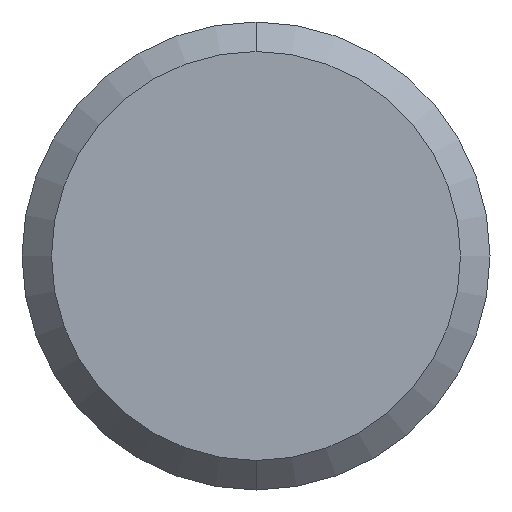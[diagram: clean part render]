
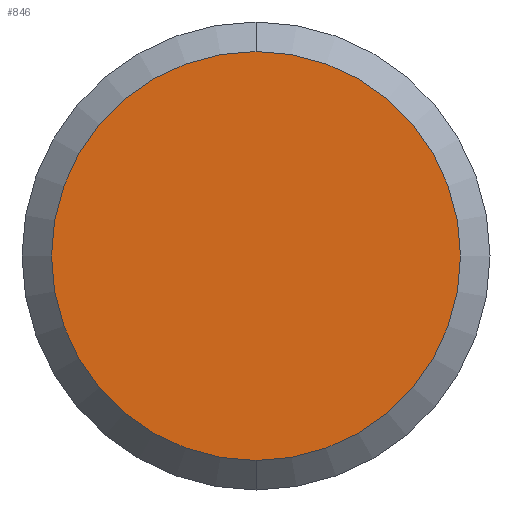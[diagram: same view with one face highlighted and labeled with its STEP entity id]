
A CAD part, front view. The second image highlights one B-rep face of the part: STEP entity #846.
In plain terms, the highlighted planar face has unit normal (0, -1, 0).
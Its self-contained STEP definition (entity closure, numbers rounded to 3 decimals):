
#97 = ORIENTED_EDGE ( 'NONE', *, *, #146, .T. ) ;
#139 = DIRECTION ( 'NONE',  ( 0., -1., 0. ) ) ;
#146 = EDGE_CURVE ( 'NONE', #432, #174, #562, .T. ) ;
#167 = DIRECTION ( 'NONE',  ( 0., 0., 1. ) ) ;
#174 = VERTEX_POINT ( 'NONE', #619 ) ;
#229 = CARTESIAN_POINT ( 'NONE',  ( 0., 0., 0. ) ) ;
#238 = AXIS2_PLACEMENT_3D ( 'NONE', #1034, #139, #381 ) ;
#264 = EDGE_CURVE ( 'NONE', #174, #432, #663, .T. ) ;
#274 = ORIENTED_EDGE ( 'NONE', *, *, #264, .T. ) ;
#381 = DIRECTION ( 'NONE',  ( 0., 0., 1. ) ) ;
#432 = VERTEX_POINT ( 'NONE', #824 ) ;
#544 = AXIS2_PLACEMENT_3D ( 'NONE', #229, #551, #873 ) ;
#551 = DIRECTION ( 'NONE',  ( 0., 1., 0. ) ) ;
#562 = CIRCLE ( 'NONE', #238, 13.875 ) ;
#619 = CARTESIAN_POINT ( 'NONE',  ( 0., 0., 13.875 ) ) ;
#663 = CIRCLE ( 'NONE', #934, 13.875 ) ;
#731 = DIRECTION ( 'NONE',  ( 0., -1., 0. ) ) ;
#797 = PLANE ( 'NONE',  #544 ) ;
#824 = CARTESIAN_POINT ( 'NONE',  ( 0., 0., -13.875 ) ) ;
#846 = ADVANCED_FACE ( 'NONE', ( #955 ), #797, .F. ) ;
#873 = DIRECTION ( 'NONE',  ( 0., 0., 1. ) ) ;
#923 = CARTESIAN_POINT ( 'NONE',  ( 0., 0., 0. ) ) ;
#934 = AXIS2_PLACEMENT_3D ( 'NONE', #923, #731, #167 ) ;
#955 = FACE_OUTER_BOUND ( 'NONE', #1000, .T. ) ;
#1000 = EDGE_LOOP ( 'NONE', ( #274, #97 ) ) ;
#1034 = CARTESIAN_POINT ( 'NONE',  ( 0., 0., 0. ) ) ;
